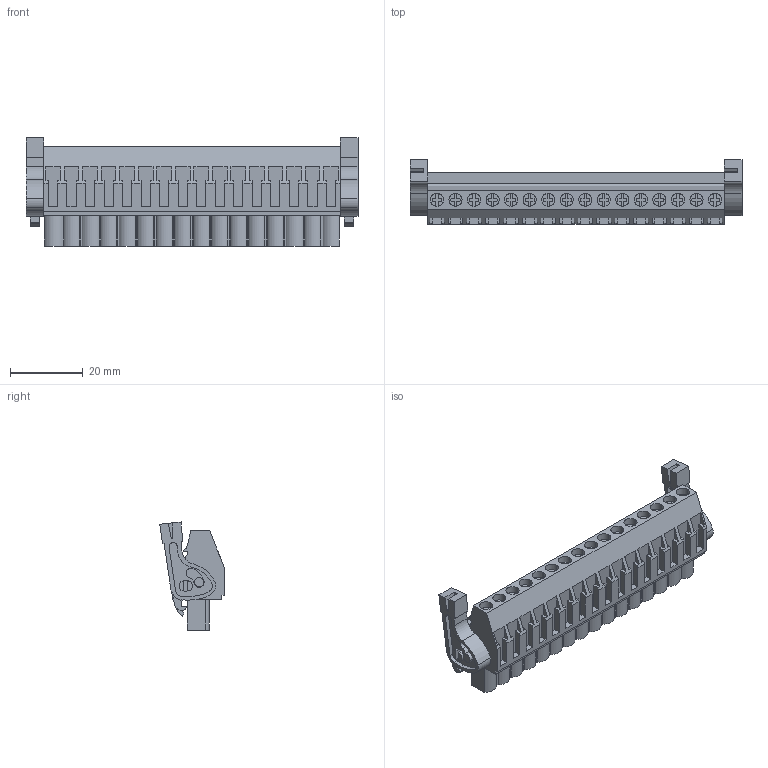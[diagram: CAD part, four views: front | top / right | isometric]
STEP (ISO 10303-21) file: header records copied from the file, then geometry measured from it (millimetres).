
FILE_DESCRIPTION(('CATIA V5 STEP','CAx-IF Rec.Pracs.--- Model Styling and Organization---1.2---2011-12-15'),'2;1');
FILE_NAME ('D1448136_0_1068510000_1068510000.stp','2017-09-09T06:48:23+00:00',('none'),('Weidmueller'),'CATIA Version 5-6 Release 2014','CATIA V5 STEP AP214','none');
FILE_SCHEMA(('AUTOMOTIVE_DESIGN { 1 0 10303 214 1 1 1 1 }'));
Length unit declared in the file: millimetre
Products named in the file (1): 1068510000
Bounding box: 90.98 x 17.69 x 29.65 mm (x, y, z)
Volume: 19702.4 mm3; surface area: 12512.4 mm2
Topology: 19 solids, 19 shells, 1184 faces, 3269 edges, 2200 vertices
Faces by surface type: plane 976, cylinder 206, extrusion 2
Entity records: 34443 total; most frequent: ORIENTED_EDGE 6538, CARTESIAN_POINT 6155, DIRECTION 4597, EDGE_CURVE 3269, VECTOR 2759, LINE 2757, VERTEX_POINT 2200, EDGE_LOOP 1269
